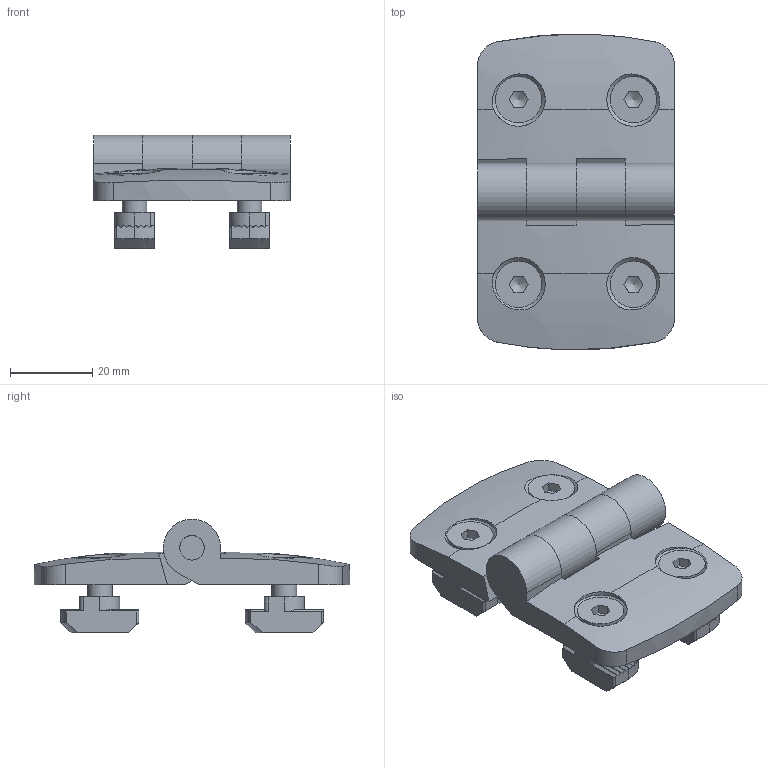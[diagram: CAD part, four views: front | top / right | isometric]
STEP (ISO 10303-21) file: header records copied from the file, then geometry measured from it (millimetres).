
FILE_DESCRIPTION(('STEP AP203'),'1');
FILE_NAME('SAFE10B1073.stp','2023-10-19T16:02:27',(' '),(' '),'Spatial InterOp 3D',' ',' ');
FILE_SCHEMA(('CONFIG_CONTROL_DESIGN'));
Length unit declared in the file: millimetre
Products named in the file (8): Kit de fixation - EcrouForceVsLigne; Vis FHC - M6x18; Ecrou tête rectangulaire 10 M6; Charnière PA indégondable 40/40; Axe_Charnière_Simple
Assembly tree (11 placements, depth 4):
  Charnière PA indégondable 40/40
    Kit de fixation - EcrouForceVsLigne  x4
      Vis FHC - M6x18
      Ecrou tête rectangulaire 10 M6
    Charnière PA indégondable 40/40
      Charnière PA indégondable 40/40
      Charnière PA indégondable 40/40
        Axe_Charnière_Simple
        Charnière PA indégondable 40/40
Bounding box: 48 x 77 x 27.76 mm (x, y, z)
Volume: 31186.1 mm3; surface area: 18866.5 mm2
Topology: 11 solids, 11 shells, 451 faces, 1281 edges, 850 vertices
Faces by surface type: plane 342, cylinder 81, cone 16, bspline 12
Full cylindrical faces by diameter (mm): 5 x4, 6 x13, 6.6 x4, 11.34 x4
Entity records: 6456 total; most frequent: CARTESIAN_POINT 1178, DIRECTION 744, ORIENTED_EDGE 730, EDGE_CURVE 365, AXIS2_PLACEMENT_3D 265, VERTEX_POINT 251, PROPERTY_DEFINITION_REPRESENTATION 223, GENERAL_PROPERTY_ASSOCIATION 223
